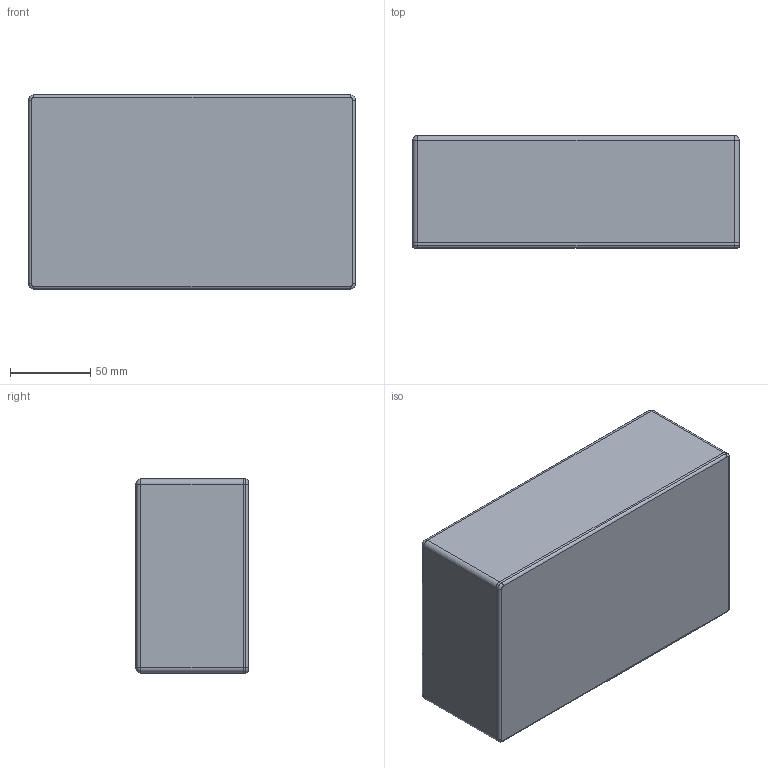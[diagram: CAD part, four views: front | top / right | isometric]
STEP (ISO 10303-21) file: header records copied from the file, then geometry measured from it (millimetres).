
FILE_DESCRIPTION(/* description */ (''),/* implementation_level */ '2;1');
FILE_NAME(/* name */ 'Top Assembly.step',/* time_stamp */ '2025-11-04T09:54:52-05:00',/* author */ ('Martin'),/* organization */ (''),/* preprocessor_version */ 'ST-DEVELOPER v19.2',/* originating_system */ 'Autodesk Inventor 2024',/* authorisation */ '');
FILE_SCHEMA (('AUTOMOTIVE_DESIGN { 1 0 10303 214 3 1 1 }'));
Length unit declared in the file: inch
Products named in the file (6): Top Assembly; RemoteControllerTop; DisplayInsert; RJ45Insert; JoystickInsert; RemoteControllerBottom
Assembly tree (5 placements, depth 2):
  Top Assembly
    RemoteControllerTop
    DisplayInsert
    RJ45Insert
    JoystickInsert
    RemoteControllerBottom
Bounding box: 203.2 x 69.85 x 120.65 mm (x, y, z)
Volume: 299031.9 mm3; surface area: 195174.6 mm2
Topology: 5 solids, 5 shells, 248 faces, 614 edges, 395 vertices
Faces by surface type: plane 175, cylinder 57, sphere 9, bspline 4, torus 3
Full cylindrical faces by diameter (mm): 1.905 x3, 2.032 x6, 7.112 x4, 31.75 x1, 38.1 x1
Entity records: 7594 total; most frequent: CARTESIAN_POINT 1299, DIRECTION 1275, ORIENTED_EDGE 1226, EDGE_CURVE 613, LINE 463, VECTOR 463, AXIS2_PLACEMENT_3D 406, VERTEX_POINT 393
